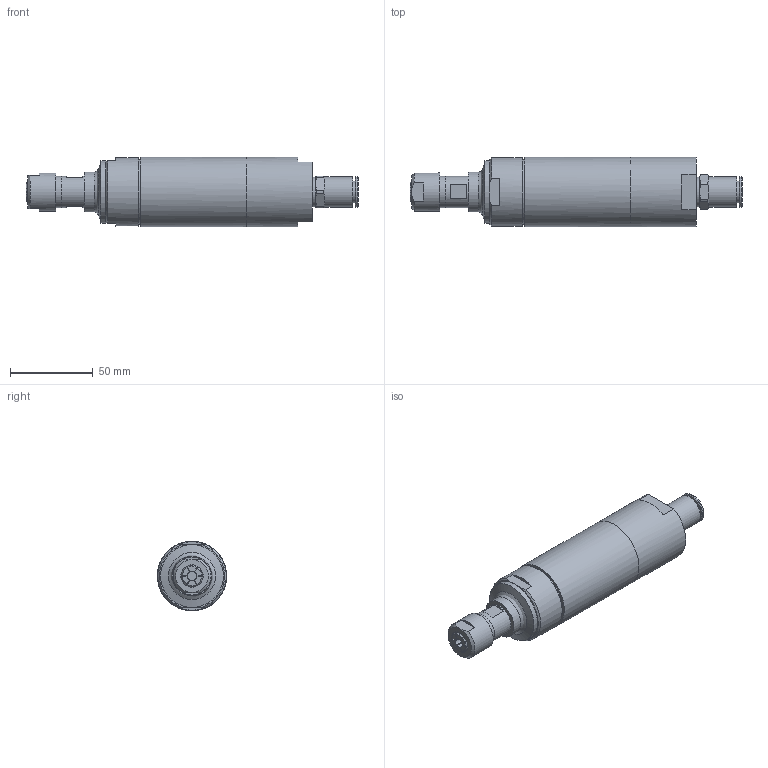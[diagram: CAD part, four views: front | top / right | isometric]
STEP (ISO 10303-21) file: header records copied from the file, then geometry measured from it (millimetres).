
FILE_DESCRIPTION((''),'2;1');
FILE_NAME('EBM 5200 S_29937637.stp','2008-06-11T13:52:37',('rmorof'),(''),'Autodesk Inventor 2008','Autodesk Inventor 2008','');
FILE_SCHEMA(('AUTOMOTIVE_DESIGN { 1 0 10303 214 1 1 1 1 }'));
Length unit declared in the file: millimetre
Products named in the file (1): Bauteil4
Bounding box: 200.92 x 42 x 41.97 mm (x, y, z)
Volume: 194092.3 mm3; surface area: 30028.4 mm2
Topology: 1 solids, 2 shells, 200 faces, 538 edges, 345 vertices
Faces by surface type: plane 98, cone 52, cylinder 47, bspline 2, torus 1
Full cylindrical faces by diameter (mm): 6 x1, 12 x1, 13.2 x1, 18 x1, 18.5 x2, 18.98 x1, 19 x2, 19.5 x1, 23 x1, 24 x1, 38 x1, 39.196 x1, 41.5 x1, 42 x2
Entity records: 6293 total; most frequent: CARTESIAN_POINT 1390, ORIENTED_EDGE 998, DIRECTION 968, EDGE_CURVE 499, AXIS2_PLACEMENT_3D 400, VERTEX_POINT 333, EDGE_LOOP 244, CIRCLE 201
